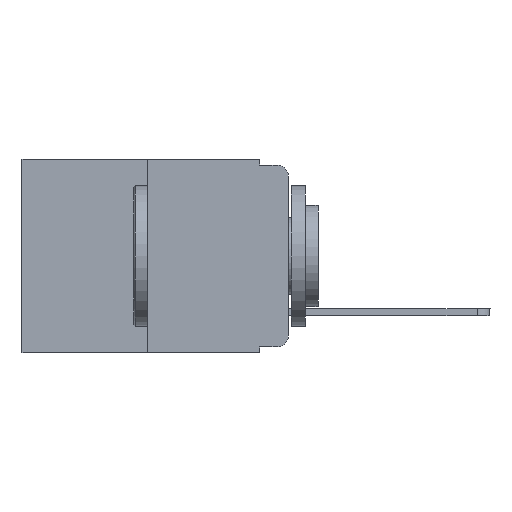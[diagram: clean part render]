
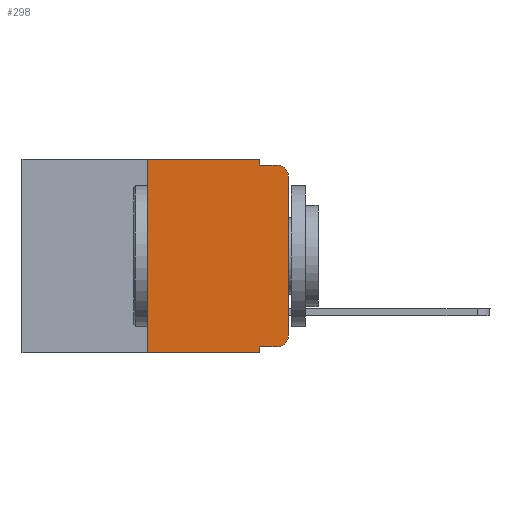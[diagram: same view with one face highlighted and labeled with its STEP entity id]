
A CAD part, left-side view. The second image highlights one B-rep face of the part: STEP entity #298.
In plain terms, the highlighted planar face has unit normal (-1, 0, 0).
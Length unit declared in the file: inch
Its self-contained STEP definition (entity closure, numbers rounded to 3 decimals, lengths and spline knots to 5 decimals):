
#298 = ADVANCED_FACE ( 'NONE', ( #4550 ), #12432, .F. ) ;
#412 = DIRECTION ( 'NONE',  ( 0., 0., 1. ) ) ;
#424 = EDGE_LOOP ( 'NONE', ( #2593, #19543, #8427, #15509, #3999, #12370, #6864, #9557, #16169, #4342 ) ) ;
#686 = CARTESIAN_POINT ( 'NONE',  ( 0., 0.051, -0.01 ) ) ;
#917 = AXIS2_PLACEMENT_3D ( 'NONE', #6219, #17161, #17045 ) ;
#1139 = AXIS2_PLACEMENT_3D ( 'NONE', #11467, #6656, #5152 ) ;
#1274 = EDGE_CURVE ( 'NONE', #4826, #9382, #17266, .T. ) ;
#1305 = LINE ( 'NONE', #18321, #7359 ) ;
#1510 = LINE ( 'NONE', #6494, #16764 ) ;
#1720 = VERTEX_POINT ( 'NONE', #4231 ) ;
#1854 = LINE ( 'NONE', #15429, #17868 ) ;
#1856 = CARTESIAN_POINT ( 'NONE',  ( 0., 0.051, -0.333 ) ) ;
#1965 = CARTESIAN_POINT ( 'NONE',  ( 0., 0., -0.313 ) ) ;
#2240 = EDGE_CURVE ( 'NONE', #4826, #9558, #17988, .T. ) ;
#2593 = ORIENTED_EDGE ( 'NONE', *, *, #11342, .T. ) ;
#3435 = VERTEX_POINT ( 'NONE', #5540 ) ;
#3925 = CARTESIAN_POINT ( 'NONE',  ( 0., 0.051, -0.343 ) ) ;
#3999 = ORIENTED_EDGE ( 'NONE', *, *, #4424, .F. ) ;
#4231 = CARTESIAN_POINT ( 'NONE',  ( 0., 0.25, 0. ) ) ;
#4342 = ORIENTED_EDGE ( 'NONE', *, *, #7821, .T. ) ;
#4424 = EDGE_CURVE ( 'NONE', #1720, #3435, #1305, .T. ) ;
#4477 = AXIS2_PLACEMENT_3D ( 'NONE', #16910, #6076, #10769 ) ;
#4550 = FACE_OUTER_BOUND ( 'NONE', #424, .T. ) ;
#4826 = VERTEX_POINT ( 'NONE', #8607 ) ;
#4902 = LINE ( 'NONE', #18975, #13956 ) ;
#5152 = DIRECTION ( 'NONE',  ( 0., 0., -1. ) ) ;
#5435 = CARTESIAN_POINT ( 'NONE',  ( 0., 0.051, 0. ) ) ;
#5540 = CARTESIAN_POINT ( 'NONE',  ( 0., 0.051, 0. ) ) ;
#5569 = VERTEX_POINT ( 'NONE', #18669 ) ;
#5989 = CARTESIAN_POINT ( 'NONE',  ( 0., 0., -0.03 ) ) ;
#6016 = EDGE_CURVE ( 'NONE', #19621, #9558, #1510, .T. ) ;
#6076 = DIRECTION ( 'NONE',  ( 1., 0., 0. ) ) ;
#6219 = CARTESIAN_POINT ( 'NONE',  ( 0., 0.02, -0.03 ) ) ;
#6494 = CARTESIAN_POINT ( 'NONE',  ( 0., 0.473, -0.343 ) ) ;
#6656 = DIRECTION ( 'NONE',  ( -1., 0., 0. ) ) ;
#6799 = LINE ( 'NONE', #686, #17380 ) ;
#6864 = ORIENTED_EDGE ( 'NONE', *, *, #6016, .T. ) ;
#6889 = DIRECTION ( 'NONE',  ( 0., -1., 0. ) ) ;
#7359 = VECTOR ( 'NONE', #19870, 39.37008 ) ;
#7821 = EDGE_CURVE ( 'NONE', #9382, #8271, #13876, .T. ) ;
#8126 = DIRECTION ( 'NONE',  ( 0., -1., 0. ) ) ;
#8271 = VERTEX_POINT ( 'NONE', #1965 ) ;
#8427 = ORIENTED_EDGE ( 'NONE', *, *, #12003, .F. ) ;
#8532 = CARTESIAN_POINT ( 'NONE',  ( 0., 0.051, -0.01 ) ) ;
#8561 = VERTEX_POINT ( 'NONE', #8532 ) ;
#8607 = CARTESIAN_POINT ( 'NONE',  ( 0., 0.051, -0.333 ) ) ;
#9225 = VECTOR ( 'NONE', #15948, 39.37008 ) ;
#9382 = VERTEX_POINT ( 'NONE', #17597 ) ;
#9557 = ORIENTED_EDGE ( 'NONE', *, *, #2240, .F. ) ;
#9558 = VERTEX_POINT ( 'NONE', #3925 ) ;
#9689 = CIRCLE ( 'NONE', #917, 0.02 ) ;
#10769 = DIRECTION ( 'NONE',  ( 0., 0., -1. ) ) ;
#10858 = LINE ( 'NONE', #15178, #13887 ) ;
#11342 = EDGE_CURVE ( 'NONE', #8271, #17674, #4902, .T. ) ;
#11467 = CARTESIAN_POINT ( 'NONE',  ( 0., 0.02, -0.313 ) ) ;
#11867 = DIRECTION ( 'NONE',  ( 0., 0., -1. ) ) ;
#12003 = EDGE_CURVE ( 'NONE', #8561, #5569, #6799, .T. ) ;
#12370 = ORIENTED_EDGE ( 'NONE', *, *, #15385, .F. ) ;
#12432 = PLANE ( 'NONE',  #4477 ) ;
#13876 = CIRCLE ( 'NONE', #1139, 0.02 ) ;
#13887 = VECTOR ( 'NONE', #20060, 39.37008 ) ;
#13956 = VECTOR ( 'NONE', #412, 39.37008 ) ;
#14506 = DIRECTION ( 'NONE',  ( 0., 0., -1. ) ) ;
#15178 = CARTESIAN_POINT ( 'NONE',  ( 0., 0.25, 0. ) ) ;
#15385 = EDGE_CURVE ( 'NONE', #19621, #1720, #10858, .T. ) ;
#15429 = CARTESIAN_POINT ( 'NONE',  ( 0., 0.051, 0. ) ) ;
#15509 = ORIENTED_EDGE ( 'NONE', *, *, #17281, .F. ) ;
#15761 = VECTOR ( 'NONE', #11867, 39.37008 ) ;
#15948 = DIRECTION ( 'NONE',  ( 0., -1., 0. ) ) ;
#16169 = ORIENTED_EDGE ( 'NONE', *, *, #1274, .T. ) ;
#16764 = VECTOR ( 'NONE', #8126, 39.37008 ) ;
#16910 = CARTESIAN_POINT ( 'NONE',  ( 0., 0.473, 0. ) ) ;
#17045 = DIRECTION ( 'NONE',  ( 0., 0., -1. ) ) ;
#17161 = DIRECTION ( 'NONE',  ( -1., 0., 0. ) ) ;
#17241 = EDGE_CURVE ( 'NONE', #17674, #5569, #9689, .T. ) ;
#17266 = LINE ( 'NONE', #1856, #9225 ) ;
#17281 = EDGE_CURVE ( 'NONE', #3435, #8561, #1854, .T. ) ;
#17380 = VECTOR ( 'NONE', #6889, 39.37008 ) ;
#17597 = CARTESIAN_POINT ( 'NONE',  ( 0., 0.02, -0.333 ) ) ;
#17674 = VERTEX_POINT ( 'NONE', #5989 ) ;
#17868 = VECTOR ( 'NONE', #14506, 39.37008 ) ;
#17988 = LINE ( 'NONE', #5435, #15761 ) ;
#18321 = CARTESIAN_POINT ( 'NONE',  ( 0., 0.473, 0. ) ) ;
#18669 = CARTESIAN_POINT ( 'NONE',  ( 0., 0.02, -0.01 ) ) ;
#18975 = CARTESIAN_POINT ( 'NONE',  ( 0., 0., 0. ) ) ;
#19543 = ORIENTED_EDGE ( 'NONE', *, *, #17241, .T. ) ;
#19557 = CARTESIAN_POINT ( 'NONE',  ( 0., 0.25, -0.343 ) ) ;
#19621 = VERTEX_POINT ( 'NONE', #19557 ) ;
#19870 = DIRECTION ( 'NONE',  ( 0., -1., 0. ) ) ;
#20060 = DIRECTION ( 'NONE',  ( 0., 0., 1. ) ) ;
